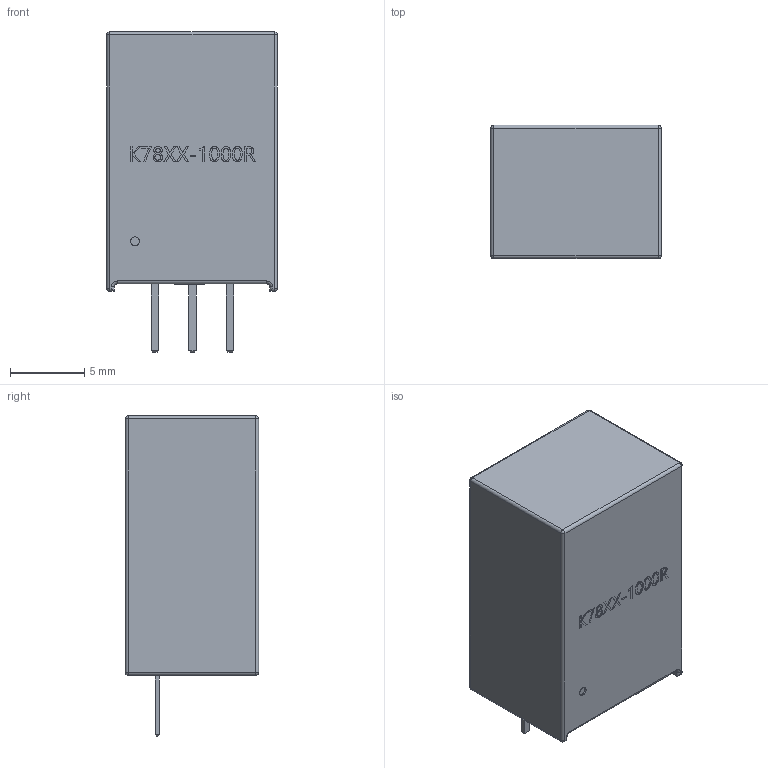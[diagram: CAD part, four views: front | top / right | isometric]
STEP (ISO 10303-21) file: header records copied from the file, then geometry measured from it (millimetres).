
FILE_DESCRIPTION (( 'STEP AP214' ), '1' );
FILE_NAME ('PWRM-TH_K78XX-1000R.step', '2022-07-09T11:36:39', ( '' ), ( '' ), 'SwSTEP 2.0', 'SolidWorks 2020', '' );
FILE_SCHEMA (( 'AUTOMOTIVE_DESIGN' ));
Length unit declared in the file: millimetre
Products named in the file (1): PWRM-TH_K78XX-1000R
Bounding box: 11.5 x 9.01 x 21.6 mm (x, y, z)
Volume: 1764.9 mm3; surface area: 930.8 mm2
Topology: 1 solids, 1 shells, 501 faces, 1316 edges, 856 vertices
Faces by surface type: plane 293, bspline 172, cylinder 24, sphere 8, torus 4
Entity records: 22997 total; most frequent: CARTESIAN_POINT 8498, ORIENTED_EDGE 2616, DIRECTION 1660, EDGE_CURVE 1308, VECTOR 912, LINE 912, VERTEX_POINT 856, EDGE_LOOP 548
